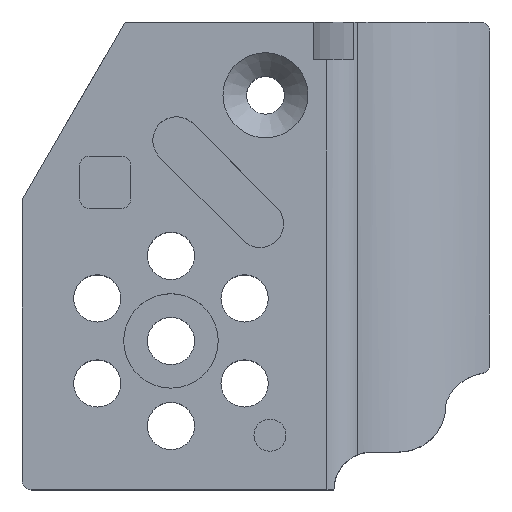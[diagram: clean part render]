
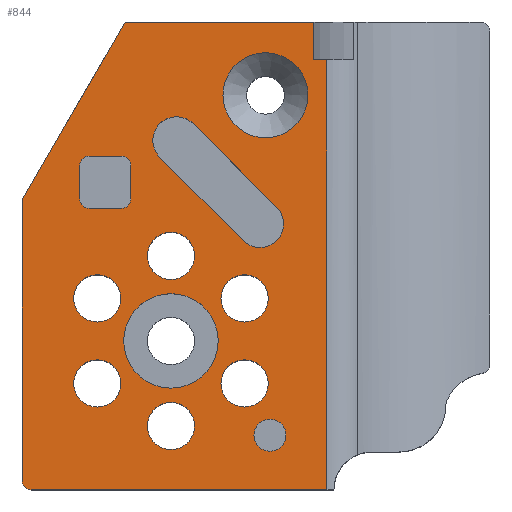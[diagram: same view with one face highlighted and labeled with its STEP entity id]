
A CAD part, top view. The second image highlights one B-rep face of the part: STEP entity #844.
In plain terms, the highlighted planar face has unit normal (0, 0, 1).
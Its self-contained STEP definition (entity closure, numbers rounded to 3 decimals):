
#209=CARTESIAN_POINT('',(64.514,91.0,30.0));
#210=VERTEX_POINT('',#209);
#218=CARTESIAN_POINT('',(64.514,0.0,30.0));
#219=VERTEX_POINT('',#218);
#220=CARTESIAN_POINT('',(64.514,0.0,30.0));
#221=DIRECTION('',(0.0,1.0,0.0));
#222=VECTOR('',#221,1.0);
#223=LINE('',#220,#222);
#224=EDGE_CURVE('n� 1674',#219,#210,#223,.T.);
#273=CARTESIAN_POINT('',(2.0,0.0,30.0));
#274=VERTEX_POINT('',#273);
#283=CARTESIAN_POINT('',(0.0,2.0,30.0));
#284=VERTEX_POINT('',#283);
#285=CARTESIAN_POINT('',(2.0,2.0,30.0));
#286=DIRECTION('',(-0.0,-0.0,1.0));
#287=DIRECTION('',(-1.0,0.0,-0.0));
#288=AXIS2_PLACEMENT_3D('',#285,#286,#287);
#289=CIRCLE('',#288,2.0);
#290=EDGE_CURVE('n� 1686',#284,#274,#289,.T.);
#366=CARTESIAN_POINT('',(0.0,61.366,30.0));
#367=VERTEX_POINT('',#366);
#368=CARTESIAN_POINT('',(0.0,61.366,30.0));
#369=DIRECTION('',(0.0,-1.0,0.0));
#370=VECTOR('',#369,1.0);
#371=LINE('',#368,#370);
#372=EDGE_CURVE('n� 1718',#367,#284,#371,.T.);
#484=CARTESIAN_POINT('',(2.0,0.0,30.0));
#485=DIRECTION('',(1.0,0.0,0.0));
#486=VECTOR('',#485,1.0);
#487=LINE('',#484,#486);
#488=EDGE_CURVE('n� 1716',#274,#219,#487,.T.);
#566=CARTESIAN_POINT('',(61.761,99.0,30.0));
#567=VERTEX_POINT('',#566);
#568=CARTESIAN_POINT('',(21.788,99.0,30.0));
#569=VERTEX_POINT('',#568);
#570=CARTESIAN_POINT('',(61.761,99.0,30.0));
#571=DIRECTION('',(-1.0,0.0,0.0));
#572=VECTOR('',#571,1.0);
#573=LINE('',#570,#572);
#574=EDGE_CURVE('n� 1714',#567,#569,#573,.T.);
#607=CARTESIAN_POINT('',(55.848,11.55,30.0));
#608=VERTEX_POINT('',#607);
#609=CARTESIAN_POINT('',(52.45,11.55,30.0));
#610=DIRECTION('',(0.0,0.0,1.0));
#611=DIRECTION('',(1.0,0.0,-0.0));
#612=AXIS2_PLACEMENT_3D('',#609,#610,#611);
#613=CIRCLE('',#612,3.398);
#614=EDGE_CURVE('n� 2183',#608,#608,#613,.T.);
#615=ORIENTED_EDGE('n� 2516',*,*,#614,.F.);
#616=EDGE_LOOP('',(#615));
#617=FACE_BOUND('',#616,.T.);
#618=CARTESIAN_POINT('',(60.5,83.5,30.0));
#619=VERTEX_POINT('',#618);
#620=CARTESIAN_POINT('',(51.5,83.5,30.0));
#621=DIRECTION('',(-0.0,-0.0,1.0));
#622=DIRECTION('',(1.0,0.0,0.0));
#623=AXIS2_PLACEMENT_3D('',#620,#621,#622);
#624=CIRCLE('',#623,9.0);
#625=EDGE_CURVE('n� 1856',#619,#619,#624,.T.);
#626=ORIENTED_EDGE('n� 2519',*,*,#625,.F.);
#627=EDGE_LOOP('',(#626));
#628=FACE_BOUND('',#627,.T.);
#629=CARTESIAN_POINT('',(29.126,70.403,30.0));
#630=VERTEX_POINT('',#629);
#631=CARTESIAN_POINT('',(46.803,52.726,30.0));
#632=VERTEX_POINT('',#631);
#633=CARTESIAN_POINT('',(29.126,70.403,30.0));
#634=DIRECTION('',(0.707,-0.707,0.0));
#635=VECTOR('',#634,1.0);
#636=LINE('',#633,#635);
#637=EDGE_CURVE('n� 1840',#630,#632,#636,.T.);
#638=ORIENTED_EDGE('n� 2521',*,*,#637,.F.);
#639=CARTESIAN_POINT('',(36.197,77.474,30.0));
#640=VERTEX_POINT('',#639);
#641=CARTESIAN_POINT('',(32.661,73.939,30.0));
#642=DIRECTION('',(0.0,0.0,1.0));
#643=DIRECTION('',(1.0,0.0,-0.0));
#644=AXIS2_PLACEMENT_3D('',#641,#642,#643);
#645=CIRCLE('',#644,5.0);
#646=EDGE_CURVE('n� 1842',#640,#630,#645,.T.);
#647=ORIENTED_EDGE('n� 2608',*,*,#646,.F.);
#648=CARTESIAN_POINT('',(53.874,59.797,30.0));
#649=VERTEX_POINT('',#648);
#650=CARTESIAN_POINT('',(53.874,59.797,30.0));
#651=DIRECTION('',(-0.707,0.707,0.0));
#652=VECTOR('',#651,1.0);
#653=LINE('',#650,#652);
#654=EDGE_CURVE('n� 1836',#649,#640,#653,.T.);
#655=ORIENTED_EDGE('n� 2624',*,*,#654,.F.);
#656=CARTESIAN_POINT('',(50.339,56.261,30.0));
#657=DIRECTION('',(0.0,0.0,1.0));
#658=DIRECTION('',(1.0,0.0,-0.0));
#659=AXIS2_PLACEMENT_3D('',#656,#657,#658);
#660=CIRCLE('',#659,5.0);
#661=EDGE_CURVE('n� 1838',#632,#649,#660,.T.);
#662=ORIENTED_EDGE('n� 2609',*,*,#661,.F.);
#663=EDGE_LOOP('',(#638,#647,#655,#662));
#664=FACE_BOUND('',#663,.T.);
#665=CARTESIAN_POINT('',(12.193,68.628,30.0));
#666=VERTEX_POINT('',#665);
#667=CARTESIAN_POINT('',(12.193,61.572,30.0));
#668=VERTEX_POINT('',#667);
#669=CARTESIAN_POINT('',(12.193,68.628,30.0));
#670=DIRECTION('',(0.0,-1.0,0.0));
#671=VECTOR('',#670,1.0);
#672=LINE('',#669,#671);
#673=EDGE_CURVE('n� 1808',#666,#668,#672,.T.);
#674=ORIENTED_EDGE('n� 2523',*,*,#673,.F.);
#675=CARTESIAN_POINT('',(14.193,70.628,30.0));
#676=VERTEX_POINT('',#675);
#677=CARTESIAN_POINT('',(14.193,68.628,30.0));
#678=DIRECTION('',(0.0,0.0,1.0));
#679=DIRECTION('',(1.0,0.0,-0.0));
#680=AXIS2_PLACEMENT_3D('',#677,#678,#679);
#681=CIRCLE('',#680,2.0);
#682=EDGE_CURVE('n� 1810',#676,#666,#681,.T.);
#683=ORIENTED_EDGE('n� 2552',*,*,#682,.F.);
#684=CARTESIAN_POINT('',(21.007,70.628,30.0));
#685=VERTEX_POINT('',#684);
#686=CARTESIAN_POINT('',(21.007,70.628,30.0));
#687=DIRECTION('',(-1.0,0.0,0.0));
#688=VECTOR('',#687,1.0);
#689=LINE('',#686,#688);
#690=EDGE_CURVE('n� 1796',#685,#676,#689,.T.);
#691=ORIENTED_EDGE('n� 2568',*,*,#690,.F.);
#692=CARTESIAN_POINT('',(23.007,68.628,30.0));
#693=VERTEX_POINT('',#692);
#694=CARTESIAN_POINT('',(21.007,68.628,30.0));
#695=DIRECTION('',(0.0,0.0,1.0));
#696=DIRECTION('',(-1.0,0.0,0.0));
#697=AXIS2_PLACEMENT_3D('',#694,#695,#696);
#698=CIRCLE('',#697,2.0);
#699=EDGE_CURVE('n� 1798',#693,#685,#698,.T.);
#700=ORIENTED_EDGE('n� 2569',*,*,#699,.F.);
#701=CARTESIAN_POINT('',(23.007,61.572,30.0));
#702=VERTEX_POINT('',#701);
#703=CARTESIAN_POINT('',(23.007,61.572,30.0));
#704=DIRECTION('',(0.0,1.0,0.0));
#705=VECTOR('',#704,1.0);
#706=LINE('',#703,#705);
#707=EDGE_CURVE('n� 1800',#702,#693,#706,.T.);
#708=ORIENTED_EDGE('n� 2570',*,*,#707,.F.);
#709=CARTESIAN_POINT('',(21.007,59.572,30.0));
#710=VERTEX_POINT('',#709);
#711=CARTESIAN_POINT('',(21.007,61.572,30.0));
#712=DIRECTION('',(0.0,0.0,1.0));
#713=DIRECTION('',(1.0,0.0,-0.0));
#714=AXIS2_PLACEMENT_3D('',#711,#712,#713);
#715=CIRCLE('',#714,2.0);
#716=EDGE_CURVE('n� 1802',#710,#702,#715,.T.);
#717=ORIENTED_EDGE('n� 2585',*,*,#716,.F.);
#718=CARTESIAN_POINT('',(14.193,59.572,30.0));
#719=VERTEX_POINT('',#718);
#720=CARTESIAN_POINT('',(14.193,59.572,30.0));
#721=DIRECTION('',(1.0,0.0,0.0));
#722=VECTOR('',#721,1.0);
#723=LINE('',#720,#722);
#724=EDGE_CURVE('n� 1804',#719,#710,#723,.T.);
#725=ORIENTED_EDGE('n� 2586',*,*,#724,.F.);
#726=CARTESIAN_POINT('',(14.193,61.572,30.0));
#727=DIRECTION('',(0.0,0.0,1.0));
#728=DIRECTION('',(1.0,0.0,-0.0));
#729=AXIS2_PLACEMENT_3D('',#726,#727,#728);
#730=CIRCLE('',#729,2.0);
#731=EDGE_CURVE('n� 1806',#668,#719,#730,.T.);
#732=ORIENTED_EDGE('n� 2553',*,*,#731,.F.);
#733=EDGE_LOOP('',(#674,#683,#691,#700,#708,#717,#725,#732));
#734=FACE_BOUND('',#733,.T.);
#735=CARTESIAN_POINT('',(52.088,22.5,30.0));
#736=VERTEX_POINT('',#735);
#737=CARTESIAN_POINT('',(47.088,22.5,30.0));
#738=DIRECTION('',(0.0,0.0,1.0));
#739=DIRECTION('',(1.0,0.0,-0.0));
#740=AXIS2_PLACEMENT_3D('',#737,#738,#739);
#741=CIRCLE('',#740,5.0);
#742=EDGE_CURVE('n� 1746',#736,#736,#741,.T.);
#743=ORIENTED_EDGE('n� 2525',*,*,#742,.F.);
#744=EDGE_LOOP('',(#743));
#745=FACE_BOUND('',#744,.T.);
#746=CARTESIAN_POINT('',(52.088,40.5,30.0));
#747=VERTEX_POINT('',#746);
#748=CARTESIAN_POINT('',(47.088,40.5,30.0));
#749=DIRECTION('',(0.0,0.0,1.0));
#750=DIRECTION('',(1.0,0.0,-0.0));
#751=AXIS2_PLACEMENT_3D('',#748,#749,#750);
#752=CIRCLE('',#751,5.0);
#753=EDGE_CURVE('n� 1742',#747,#747,#752,.T.);
#754=ORIENTED_EDGE('n� 2527',*,*,#753,.F.);
#755=EDGE_LOOP('',(#754));
#756=FACE_BOUND('',#755,.T.);
#757=CARTESIAN_POINT('',(36.5,49.5,30.0));
#758=VERTEX_POINT('',#757);
#759=CARTESIAN_POINT('',(31.5,49.5,30.0));
#760=DIRECTION('',(0.0,0.0,1.0));
#761=DIRECTION('',(1.0,0.0,-0.0));
#762=AXIS2_PLACEMENT_3D('',#759,#760,#761);
#763=CIRCLE('',#762,5.0);
#764=EDGE_CURVE('n� 1738',#758,#758,#763,.T.);
#765=ORIENTED_EDGE('n� 2529',*,*,#764,.F.);
#766=EDGE_LOOP('',(#765));
#767=FACE_BOUND('',#766,.T.);
#768=CARTESIAN_POINT('',(20.912,40.5,30.0));
#769=VERTEX_POINT('',#768);
#770=CARTESIAN_POINT('',(15.912,40.5,30.0));
#771=DIRECTION('',(0.0,0.0,1.0));
#772=DIRECTION('',(1.0,0.0,-0.0));
#773=AXIS2_PLACEMENT_3D('',#770,#771,#772);
#774=CIRCLE('',#773,5.0);
#775=EDGE_CURVE('n� 1734',#769,#769,#774,.T.);
#776=ORIENTED_EDGE('n� 2531',*,*,#775,.F.);
#777=EDGE_LOOP('',(#776));
#778=FACE_BOUND('',#777,.T.);
#779=CARTESIAN_POINT('',(20.912,22.5,30.0));
#780=VERTEX_POINT('',#779);
#781=CARTESIAN_POINT('',(15.912,22.5,30.0));
#782=DIRECTION('',(0.0,0.0,1.0));
#783=DIRECTION('',(1.0,0.0,-0.0));
#784=AXIS2_PLACEMENT_3D('',#781,#782,#783);
#785=CIRCLE('',#784,5.0);
#786=EDGE_CURVE('n� 1730',#780,#780,#785,.T.);
#787=ORIENTED_EDGE('n� 2533',*,*,#786,.F.);
#788=EDGE_LOOP('',(#787));
#789=FACE_BOUND('',#788,.T.);
#790=CARTESIAN_POINT('',(36.5,13.5,30.0));
#791=VERTEX_POINT('',#790);
#792=CARTESIAN_POINT('',(31.5,13.5,30.0));
#793=DIRECTION('',(0.0,0.0,1.0));
#794=DIRECTION('',(1.0,0.0,-0.0));
#795=AXIS2_PLACEMENT_3D('',#792,#793,#794);
#796=CIRCLE('',#795,5.0);
#797=EDGE_CURVE('n� 1726',#791,#791,#796,.T.);
#798=ORIENTED_EDGE('n� 2535',*,*,#797,.F.);
#799=EDGE_LOOP('',(#798));
#800=FACE_BOUND('',#799,.T.);
#801=CARTESIAN_POINT('',(41.5,31.5,30.0));
#802=VERTEX_POINT('',#801);
#803=CARTESIAN_POINT('',(31.5,31.5,30.0));
#804=DIRECTION('',(0.0,0.0,1.0));
#805=DIRECTION('',(1.0,0.0,-0.0));
#806=AXIS2_PLACEMENT_3D('',#803,#804,#805);
#807=CIRCLE('',#806,10.0);
#808=EDGE_CURVE('n� 1722',#802,#802,#807,.T.);
#809=ORIENTED_EDGE('n� 2537',*,*,#808,.F.);
#810=EDGE_LOOP('',(#809));
#811=FACE_BOUND('',#810,.T.);
#812=ORIENTED_EDGE('n� 1958',*,*,#488,.T.);
#813=ORIENTED_EDGE('n� 1960',*,*,#224,.T.);
#814=CARTESIAN_POINT('',(61.761,91.0,30.0));
#815=VERTEX_POINT('',#814);
#816=CARTESIAN_POINT('',(61.761,91.0,30.0));
#817=DIRECTION('',(1.0,0.0,0.0));
#818=VECTOR('',#817,1.0);
#819=LINE('',#816,#818);
#820=EDGE_CURVE('n� 2031',#815,#210,#819,.T.);
#821=ORIENTED_EDGE('n� 2246',*,*,#820,.F.);
#822=CARTESIAN_POINT('',(61.761,91.0,30.0));
#823=DIRECTION('',(0.0,1.0,0.0));
#824=VECTOR('',#823,1.0);
#825=LINE('',#822,#824);
#826=EDGE_CURVE('n� 2033',#815,#567,#825,.T.);
#827=ORIENTED_EDGE('n� 2199',*,*,#826,.T.);
#828=ORIENTED_EDGE('n� 2198',*,*,#574,.T.);
#829=CARTESIAN_POINT('',(0.0,61.366,30.0));
#830=DIRECTION('',(0.501,0.865,0.0));
#831=VECTOR('',#830,1.0);
#832=LINE('',#829,#831);
#833=EDGE_CURVE('n� 2039',#367,#569,#832,.T.);
#834=ORIENTED_EDGE('n� 1963',*,*,#833,.F.);
#835=ORIENTED_EDGE('n� 1962',*,*,#372,.T.);
#836=ORIENTED_EDGE('n� 1961',*,*,#290,.T.);
#837=EDGE_LOOP('',(#812,#813,#821,#827,#828,#834,#835,#836));
#838=FACE_OUTER_BOUND('',#837,.T.);
#839=CARTESIAN_POINT('',(0.0,99.0,30.0));
#840=DIRECTION('',(0.0,0.0,-1.0));
#841=DIRECTION('',(-1.0,0.0,-0.0));
#842=AXIS2_PLACEMENT_3D('',#839,#840,#841);
#843=PLANE('',#842);
#844=ADVANCED_FACE('n� 1',(#617,#628,#664,#734,#745,#756,#767,#778,#789,#800,
  #811,#838),#843,.F.);
